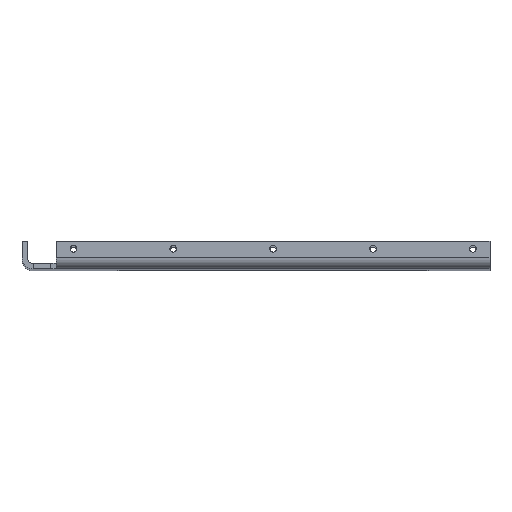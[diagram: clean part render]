
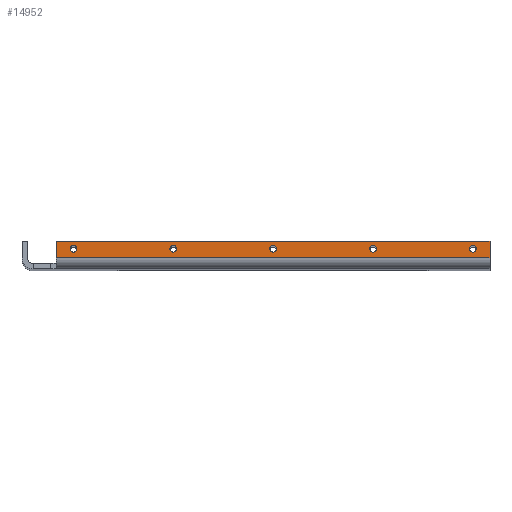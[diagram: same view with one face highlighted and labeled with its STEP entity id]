
A CAD part, top view. The second image highlights one B-rep face of the part: STEP entity #14952.
In plain terms, the highlighted planar face has unit normal (0, 0, 1).
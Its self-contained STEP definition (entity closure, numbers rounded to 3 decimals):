
#44=FACE_BOUND('',#3396,.T.);
#45=FACE_BOUND('',#3397,.T.);
#46=FACE_BOUND('',#3398,.T.);
#47=FACE_BOUND('',#3399,.T.);
#48=FACE_BOUND('',#3400,.T.);
#487=PLANE('',#15373);
#2622=FACE_OUTER_BOUND('',#3395,.T.);
#3395=EDGE_LOOP('',(#12726,#12727,#12728,#12729));
#3396=EDGE_LOOP('',(#12730));
#3397=EDGE_LOOP('',(#12731));
#3398=EDGE_LOOP('',(#12732));
#3399=EDGE_LOOP('',(#12733));
#3400=EDGE_LOOP('',(#12734));
#4793=LINE('',#29979,#5991);
#4801=LINE('',#30001,#5999);
#4802=LINE('',#30003,#6000);
#4803=LINE('',#30004,#6001);
#5991=VECTOR('',#17337,10.);
#5999=VECTOR('',#17357,10.);
#6000=VECTOR('',#17358,10.);
#6001=VECTOR('',#17359,10.);
#6068=CIRCLE('',#15313,1.55);
#6072=CIRCLE('',#15319,1.55);
#6076=CIRCLE('',#15325,1.55);
#6080=CIRCLE('',#15331,1.55);
#6084=CIRCLE('',#15337,1.55);
#7500=VERTEX_POINT('',#29829);
#7504=VERTEX_POINT('',#29841);
#7508=VERTEX_POINT('',#29853);
#7512=VERTEX_POINT('',#29865);
#7516=VERTEX_POINT('',#29877);
#7547=VERTEX_POINT('',#29977);
#7548=VERTEX_POINT('',#29978);
#7556=VERTEX_POINT('',#30000);
#7557=VERTEX_POINT('',#30002);
#9665=EDGE_CURVE('',#7500,#7500,#6068,.T.);
#9671=EDGE_CURVE('',#7504,#7504,#6072,.T.);
#9677=EDGE_CURVE('',#7508,#7508,#6076,.T.);
#9683=EDGE_CURVE('',#7512,#7512,#6080,.T.);
#9689=EDGE_CURVE('',#7516,#7516,#6084,.T.);
#9737=EDGE_CURVE('',#7547,#7548,#4793,.T.);
#9748=EDGE_CURVE('',#7548,#7556,#4801,.T.);
#9749=EDGE_CURVE('',#7556,#7557,#4802,.T.);
#9750=EDGE_CURVE('',#7557,#7547,#4803,.T.);
#12726=ORIENTED_EDGE('',*,*,#9748,.T.);
#12727=ORIENTED_EDGE('',*,*,#9749,.T.);
#12728=ORIENTED_EDGE('',*,*,#9750,.T.);
#12729=ORIENTED_EDGE('',*,*,#9737,.T.);
#12730=ORIENTED_EDGE('',*,*,#9665,.T.);
#12731=ORIENTED_EDGE('',*,*,#9671,.T.);
#12732=ORIENTED_EDGE('',*,*,#9677,.T.);
#12733=ORIENTED_EDGE('',*,*,#9683,.T.);
#12734=ORIENTED_EDGE('',*,*,#9689,.T.);
#14952=ADVANCED_FACE('',(#2622,#44,#45,#46,#47,#48),#487,.T.);
#15313=AXIS2_PLACEMENT_3D('',#29831,#17182,#17183);
#15319=AXIS2_PLACEMENT_3D('',#29843,#17196,#17197);
#15325=AXIS2_PLACEMENT_3D('',#29855,#17210,#17211);
#15331=AXIS2_PLACEMENT_3D('',#29867,#17224,#17225);
#15337=AXIS2_PLACEMENT_3D('',#29879,#17238,#17239);
#15373=AXIS2_PLACEMENT_3D('',#29999,#17355,#17356);
#17182=DIRECTION('center_axis',(0.,0.,
-1.));
#17183=DIRECTION('ref_axis',(-1.,0.,0.));
#17196=DIRECTION('center_axis',(0.,0.,
-1.));
#17197=DIRECTION('ref_axis',(-1.,0.,0.));
#17210=DIRECTION('center_axis',(0.,0.,
-1.));
#17211=DIRECTION('ref_axis',(-1.,0.,0.));
#17224=DIRECTION('center_axis',(0.,0.,
-1.));
#17225=DIRECTION('ref_axis',(-1.,0.,0.));
#17238=DIRECTION('center_axis',(0.,0.,
-1.));
#17239=DIRECTION('ref_axis',(-1.,0.,0.));
#17337=DIRECTION('',(1.,0.,0.));
#17355=DIRECTION('center_axis',(0.,0.,
1.));
#17356=DIRECTION('ref_axis',(0.,-1.,0.));
#17357=DIRECTION('',(0.,1.,0.));
#17358=DIRECTION('',(-1.,0.,0.));
#17359=DIRECTION('',(0.,-1.,0.));
#29829=CARTESIAN_POINT('',(71.35,9.063,518.4));
#29831=CARTESIAN_POINT('Origin',(69.8,9.063,518.4));
#29841=CARTESIAN_POINT('',(161.35,9.063,518.4));
#29843=CARTESIAN_POINT('Origin',(159.8,9.063,518.4));
#29853=CARTESIAN_POINT('',(206.35,9.063,518.4));
#29855=CARTESIAN_POINT('Origin',(204.8,9.063,518.4));
#29865=CARTESIAN_POINT('',(116.35,9.063,518.4));
#29867=CARTESIAN_POINT('Origin',(114.8,9.063,518.4));
#29877=CARTESIAN_POINT('',(26.35,9.063,518.4));
#29879=CARTESIAN_POINT('Origin',(24.8,9.063,518.4));
#29977=CARTESIAN_POINT('',(17.05,5.,518.4));
#29978=CARTESIAN_POINT('',(212.5,5.,518.4));
#29979=CARTESIAN_POINT('',(57.4,5.,518.4));
#29999=CARTESIAN_POINT('Origin',(114.799,5.923,518.4));
#30000=CARTESIAN_POINT('',(212.5,12.5,518.4));
#30001=CARTESIAN_POINT('',(212.5,-0.655,518.4));
#30002=CARTESIAN_POINT('',(17.05,12.5,518.4));
#30003=CARTESIAN_POINT('',(17.05,12.5,518.4));
#30004=CARTESIAN_POINT('',(17.05,5.,518.4));
